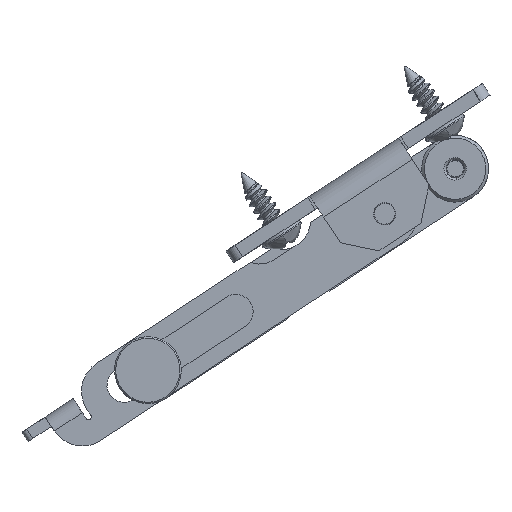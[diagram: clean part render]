
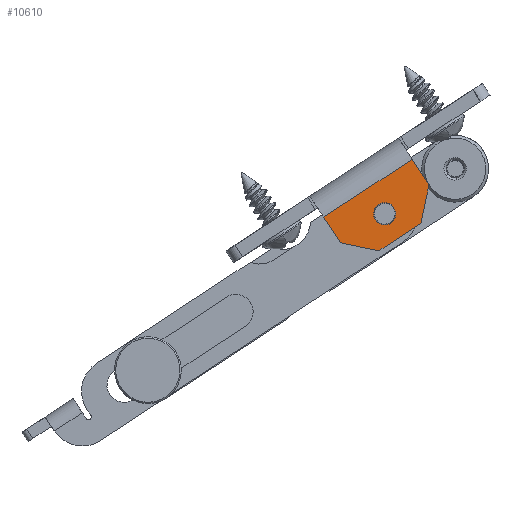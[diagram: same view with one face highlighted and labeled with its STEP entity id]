
A CAD part, front view. The second image highlights one B-rep face of the part: STEP entity #10610.
In plain terms, the highlighted face is planar.
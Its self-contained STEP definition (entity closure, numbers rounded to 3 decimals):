
#370 = VERTEX_POINT ( 'NONE', #488 ) ;
#440 = DIRECTION ( 'NONE',  ( 1., 0., 0. ) ) ;
#488 = CARTESIAN_POINT ( 'NONE',  ( 8., 2., 5.5 ) ) ;
#503 = DIRECTION ( 'NONE',  ( -1., 0., 0. ) ) ;
#617 = PLANE ( 'NONE',  #6697 ) ;
#633 = LINE ( 'NONE', #4487, #9848 ) ;
#746 = VERTEX_POINT ( 'NONE', #10490 ) ;
#968 = CARTESIAN_POINT ( 'NONE',  ( 27., 7.5, 5.5 ) ) ;
#1005 = CARTESIAN_POINT ( 'NONE',  ( 8., 0., 5.5 ) ) ;
#1192 = DIRECTION ( 'NONE',  ( 0., -1., 0. ) ) ;
#1388 = DIRECTION ( 'NONE',  ( -0.707, 0.707, 0. ) ) ;
#1505 = CARTESIAN_POINT ( 'NONE',  ( 8., 2., 5.5 ) ) ;
#1567 = VERTEX_POINT ( 'NONE', #8391 ) ;
#2371 = EDGE_CURVE ( 'NONE', #11007, #2459, #633, .T. ) ;
#2459 = VERTEX_POINT ( 'NONE', #6354 ) ;
#2493 = CIRCLE ( 'NONE', #4295, 2. ) ;
#2502 = EDGE_CURVE ( 'NONE', #5102, #11007, #9200, .T. ) ;
#2606 = ORIENTED_EDGE ( 'NONE', *, *, #5684, .T. ) ;
#3103 = EDGE_CURVE ( 'NONE', #746, #1567, #5206, .T. ) ;
#3140 = CARTESIAN_POINT ( 'NONE',  ( 17.5, 7.5, 5.5 ) ) ;
#3206 = ORIENTED_EDGE ( 'NONE', *, *, #12288, .F. ) ;
#3395 = VECTOR ( 'NONE', #4245, 1000. ) ;
#3474 = CARTESIAN_POINT ( 'NONE',  ( 15.5, 7.5, 5.5 ) ) ;
#3575 = FACE_BOUND ( 'NONE', #4645, .T. ) ;
#3599 = ORIENTED_EDGE ( 'NONE', *, *, #6516, .F. ) ;
#4245 = DIRECTION ( 'NONE',  ( -0.707, -0.707, 0. ) ) ;
#4268 = VECTOR ( 'NONE', #503, 1000. ) ;
#4295 = AXIS2_PLACEMENT_3D ( 'NONE', #11708, #10751, #6954 ) ;
#4407 = ORIENTED_EDGE ( 'NONE', *, *, #2371, .T. ) ;
#4487 = CARTESIAN_POINT ( 'NONE',  ( 22., 12.5, 5.5 ) ) ;
#4645 = EDGE_LOOP ( 'NONE', ( #8841, #3599 ) ) ;
#4968 = VECTOR ( 'NONE', #11042, 1000. ) ;
#5102 = VERTEX_POINT ( 'NONE', #10112 ) ;
#5206 = LINE ( 'NONE', #8215, #3395 ) ;
#5485 = CIRCLE ( 'NONE', #11785, 2. ) ;
#5680 = EDGE_LOOP ( 'NONE', ( #11715, #4407, #2606, #10522, #6861, #3206 ) ) ;
#5684 = EDGE_CURVE ( 'NONE', #2459, #746, #11552, .T. ) ;
#5761 = CARTESIAN_POINT ( 'NONE',  ( 0., 12.5, 5.5 ) ) ;
#5814 = EDGE_CURVE ( 'NONE', #1567, #370, #9886, .T. ) ;
#6281 = CARTESIAN_POINT ( 'NONE',  ( 27., 0., 5.5 ) ) ;
#6354 = CARTESIAN_POINT ( 'NONE',  ( 22., 12.5, 5.5 ) ) ;
#6516 = EDGE_CURVE ( 'NONE', #8097, #6560, #2493, .T. ) ;
#6560 = VERTEX_POINT ( 'NONE', #9794 ) ;
#6697 = AXIS2_PLACEMENT_3D ( 'NONE', #10501, #8489, #8430 ) ;
#6738 = DIRECTION ( 'NONE',  ( -1., 0., 0. ) ) ;
#6861 = ORIENTED_EDGE ( 'NONE', *, *, #5814, .T. ) ;
#6954 = DIRECTION ( 'NONE',  ( 1., 0., 0. ) ) ;
#7358 = VECTOR ( 'NONE', #6738, 1000. ) ;
#8097 = VERTEX_POINT ( 'NONE', #3474 ) ;
#8215 = CARTESIAN_POINT ( 'NONE',  ( 8., 7.5, 5.5 ) ) ;
#8391 = CARTESIAN_POINT ( 'NONE',  ( 8., 7.5, 5.5 ) ) ;
#8430 = DIRECTION ( 'NONE',  ( -1., 0., 0. ) ) ;
#8489 = DIRECTION ( 'NONE',  ( 0., 0., -1. ) ) ;
#8841 = ORIENTED_EDGE ( 'NONE', *, *, #12136, .F. ) ;
#9122 = DIRECTION ( 'NONE',  ( 0., 0., 1. ) ) ;
#9188 = LINE ( 'NONE', #1505, #4268 ) ;
#9200 = LINE ( 'NONE', #6281, #4968 ) ;
#9560 = FACE_OUTER_BOUND ( 'NONE', #5680, .T. ) ;
#9794 = CARTESIAN_POINT ( 'NONE',  ( 19.5, 7.5, 5.5 ) ) ;
#9848 = VECTOR ( 'NONE', #1388, 1000. ) ;
#9886 = LINE ( 'NONE', #1005, #11203 ) ;
#10112 = CARTESIAN_POINT ( 'NONE',  ( 27., 2., 5.5 ) ) ;
#10490 = CARTESIAN_POINT ( 'NONE',  ( 13., 12.5, 5.5 ) ) ;
#10501 = CARTESIAN_POINT ( 'NONE',  ( 0., 0., 5.5 ) ) ;
#10522 = ORIENTED_EDGE ( 'NONE', *, *, #3103, .T. ) ;
#10610 = ADVANCED_FACE ( 'NONE', ( #3575, #9560 ), #617, .F. ) ;
#10751 = DIRECTION ( 'NONE',  ( 0., 0., 1. ) ) ;
#11007 = VERTEX_POINT ( 'NONE', #968 ) ;
#11042 = DIRECTION ( 'NONE',  ( 0., 1., 0. ) ) ;
#11203 = VECTOR ( 'NONE', #1192, 1000. ) ;
#11552 = LINE ( 'NONE', #5761, #7358 ) ;
#11708 = CARTESIAN_POINT ( 'NONE',  ( 17.5, 7.5, 5.5 ) ) ;
#11715 = ORIENTED_EDGE ( 'NONE', *, *, #2502, .T. ) ;
#11785 = AXIS2_PLACEMENT_3D ( 'NONE', #3140, #9122, #440 ) ;
#12136 = EDGE_CURVE ( 'NONE', #6560, #8097, #5485, .T. ) ;
#12288 = EDGE_CURVE ( 'NONE', #5102, #370, #9188, .T. ) ;
